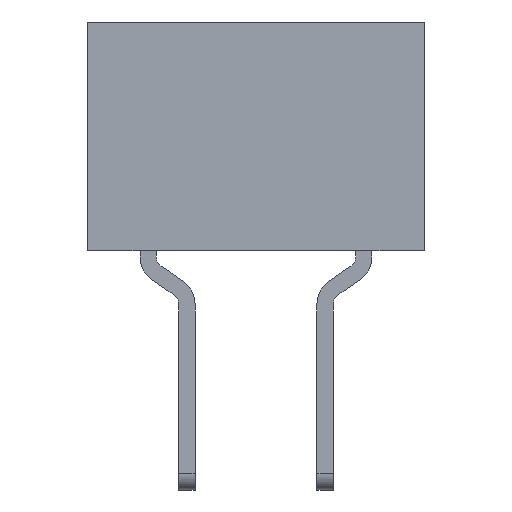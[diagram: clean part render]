
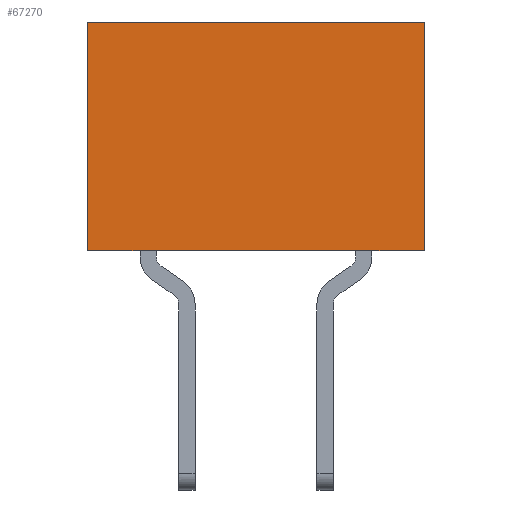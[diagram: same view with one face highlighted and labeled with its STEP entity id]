
A CAD part, left-side view. The second image highlights one B-rep face of the part: STEP entity #67270.
In plain terms, the highlighted planar face has unit normal (-1, 0, 0).
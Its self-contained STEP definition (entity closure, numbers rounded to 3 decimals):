
#27=CARTESIAN_POINT('',(-6.55,-1.55,2.1));
#28=VERTEX_POINT('',#27);
#49=CARTESIAN_POINT('',(-6.55,1.55,2.1));
#50=VERTEX_POINT('',#49);
#60=CARTESIAN_POINT('',(-6.55,-1.55,2.1));
#61=CARTESIAN_POINT('',(-6.55,-0.93,2.1));
#62=CARTESIAN_POINT('',(-6.55,-0.31,2.1));
#63=CARTESIAN_POINT('',(-6.55,0.31,2.1));
#64=CARTESIAN_POINT('',(-6.55,0.93,2.1));
#65=CARTESIAN_POINT('',(-6.55,1.55,2.1));
#66=B_SPLINE_CURVE_WITH_KNOTS('',5,(#60,#61,#62,#63,#64,#65),.UNSPECIFIED.,.F.,.U.,(6,6),(0.,3.1),.UNSPECIFIED.);
#67=EDGE_CURVE('',#28,#50,#66,.T.);
#67212=CARTESIAN_POINT('',(-6.55,0.,1.05));
#67213=DIRECTION('',(0.,-1.,0.));
#67214=DIRECTION('',(-1.,0.,0.));
#67215=AXIS2_PLACEMENT_3D('',#67212,#67214,#67213);
#67216=PLANE('',#67215);
#67217=CARTESIAN_POINT('',(-6.55,1.13,0.));
#67218=VERTEX_POINT('',#67217);
#67219=CARTESIAN_POINT('',(-6.55,1.55,0.));
#67220=VERTEX_POINT('',#67219);
#67221=CARTESIAN_POINT('',(-6.55,1.13,0.));
#67222=CARTESIAN_POINT('',(-6.55,1.214,0.));
#67223=CARTESIAN_POINT('',(-6.55,1.298,0.));
#67224=CARTESIAN_POINT('',(-6.55,1.382,0.));
#67225=CARTESIAN_POINT('',(-6.55,1.466,0.));
#67226=CARTESIAN_POINT('',(-6.55,1.55,0.));
#67227=B_SPLINE_CURVE_WITH_KNOTS('',5,(#67221,#67222,#67223,#67224,#67225,#67226),.UNSPECIFIED.,.F.,.U.,(6,6),(0.,0.42),.UNSPECIFIED.);
#67228=EDGE_CURVE('',#67218,#67220,#67227,.T.);
#67229=ORIENTED_EDGE('',*,*,#67228,.F.);
#67230=CARTESIAN_POINT('',(-6.55,-1.13,0.));
#67231=VERTEX_POINT('',#67230);
#67232=CARTESIAN_POINT('',(-6.55,-1.13,0.));
#67233=DIRECTION('',(0.,1.,0.));
#67234=VECTOR('',#67233,2.26);
#67235=LINE('',#67232,#67234);
#67236=EDGE_CURVE('',#67231,#67218,#67235,.T.);
#67237=ORIENTED_EDGE('',*,*,#67236,.F.);
#67238=CARTESIAN_POINT('',(-6.55,-1.55,0.));
#67239=VERTEX_POINT('',#67238);
#67240=CARTESIAN_POINT('',(-6.55,-1.13,0.));
#67241=CARTESIAN_POINT('',(-6.55,-1.214,0.));
#67242=CARTESIAN_POINT('',(-6.55,-1.298,0.));
#67243=CARTESIAN_POINT('',(-6.55,-1.382,0.));
#67244=CARTESIAN_POINT('',(-6.55,-1.466,0.));
#67245=CARTESIAN_POINT('',(-6.55,-1.55,0.));
#67246=B_SPLINE_CURVE_WITH_KNOTS('',5,(#67240,#67241,#67242,#67243,#67244,#67245),.UNSPECIFIED.,.F.,.U.,(6,6),(0.,0.42),.UNSPECIFIED.);
#67247=EDGE_CURVE('',#67231,#67239,#67246,.T.);
#67248=ORIENTED_EDGE('',*,*,#67247,.T.);
#67249=CARTESIAN_POINT('',(-6.55,-1.55,0.));
#67250=CARTESIAN_POINT('',(-6.55,-1.55,0.42));
#67251=CARTESIAN_POINT('',(-6.55,-1.55,0.84));
#67252=CARTESIAN_POINT('',(-6.55,-1.55,1.26));
#67253=CARTESIAN_POINT('',(-6.55,-1.55,1.68));
#67254=CARTESIAN_POINT('',(-6.55,-1.55,2.1));
#67255=B_SPLINE_CURVE_WITH_KNOTS('',5,(#67249,#67250,#67251,#67252,#67253,#67254),.UNSPECIFIED.,.F.,.U.,(6,6),(0.,2.1),.UNSPECIFIED.);
#67256=EDGE_CURVE('',#67239,#28,#67255,.T.);
#67257=ORIENTED_EDGE('',*,*,#67256,.T.);
#67258=ORIENTED_EDGE('',*,*,#67,.T.);
#67259=CARTESIAN_POINT('',(-6.55,1.55,2.1));
#67260=CARTESIAN_POINT('',(-6.55,1.55,1.68));
#67261=CARTESIAN_POINT('',(-6.55,1.55,1.26));
#67262=CARTESIAN_POINT('',(-6.55,1.55,0.84));
#67263=CARTESIAN_POINT('',(-6.55,1.55,0.42));
#67264=CARTESIAN_POINT('',(-6.55,1.55,0.));
#67265=B_SPLINE_CURVE_WITH_KNOTS('',5,(#67259,#67260,#67261,#67262,#67263,#67264),.UNSPECIFIED.,.F.,.U.,(6,6),(0.,2.1),.UNSPECIFIED.);
#67266=EDGE_CURVE('',#50,#67220,#67265,.T.);
#67267=ORIENTED_EDGE('',*,*,#67266,.T.);
#67268=EDGE_LOOP('',(#67229,#67237,#67248,#67257,#67258,#67267));
#67269=FACE_OUTER_BOUND('',#67268,.T.);
#67270=ADVANCED_FACE('',(#67269),#67216,.T.);
